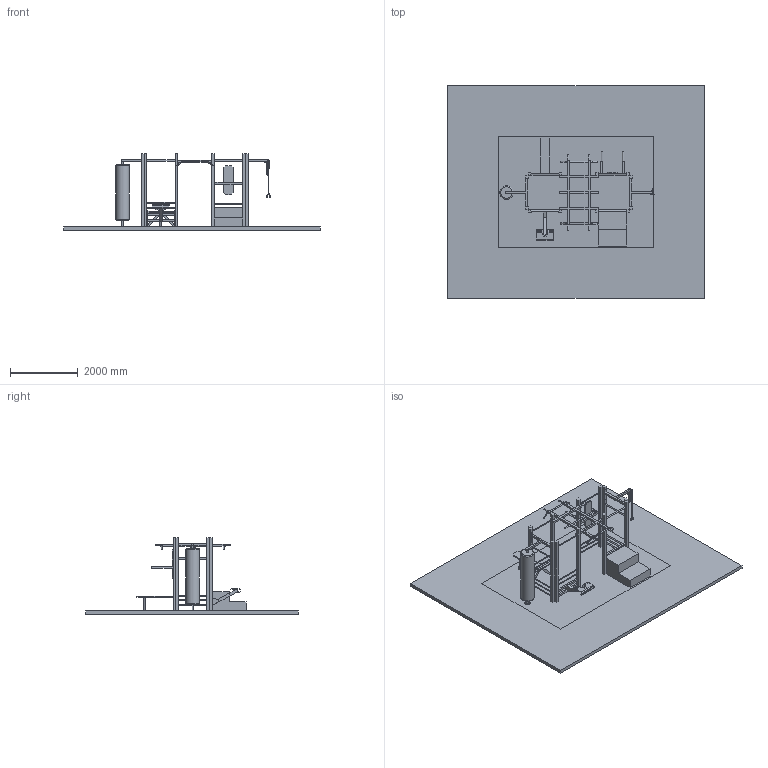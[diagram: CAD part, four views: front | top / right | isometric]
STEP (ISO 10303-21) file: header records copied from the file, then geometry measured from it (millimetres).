
FILE_DESCRIPTION(/* description */ (''),/* implementation_level */ '2;1');
FILE_NAME(/* name */ 'FA-V2-S8-01020305060708 v23.step',/* time_stamp */ '2021-09-10T12:02:16+02:00',/* author */ (''),/* organization */ (''),/* preprocessor_version */ 'ST-DEVELOPER v18.1',/* originating_system */ 'Autodesk Translation Framework v10.10.0.1391',/* authorisation */ '');
FILE_SCHEMA (('AUTOMOTIVE_DESIGN { 1 0 10303 214 3 1 1 }'));
Products named in the file (11): FA-V2-S8-01020305060708; V2-S-05-CDS; Chain; V2-S-03-BDTD; V2-S-02-BL; V2-S-06-CR; V2-S-07-E; V2-S-08-SDF; V2-S-01-BA; Area In; Area Out
Assembly tree (10 placements, depth 3):
  FA-V2-S8-01020305060708
    V2-S-05-CDS
      Chain
    V2-S-03-BDTD
    V2-S-02-BL
    V2-S-06-CR
    V2-S-07-E
    V2-S-08-SDF
    V2-S-01-BA
    Area In
    Area Out
Bounding box: 7600 x 6300 x 2270 mm (x, y, z)
Volume: 7157359725.3 mm3; surface area: 154435986.5 mm2
Topology: 141 solids, 147 shells, 2094 faces, 4984 edges, 2970 vertices
Faces by surface type: bspline 990, cylinder 668, plane 407, torus 15, sphere 14
Full cylindrical faces by diameter (mm): 5 x492, 17.605 x2, 28.7 x2, 29.7 x10, 33.7 x37, 48.3 x2, 60 x1, 60.3 x2, 160 x2, 400 x1
Entity records: 150607 total; most frequent: CARTESIAN_POINT 102656, DIRECTION 10663, ORIENTED_EDGE 9968, EDGE_CURVE 4984, AXIS2_PLACEMENT_3D 4561, CIRCLE 3431, VERTEX_POINT 2970, EDGE_LOOP 2176
